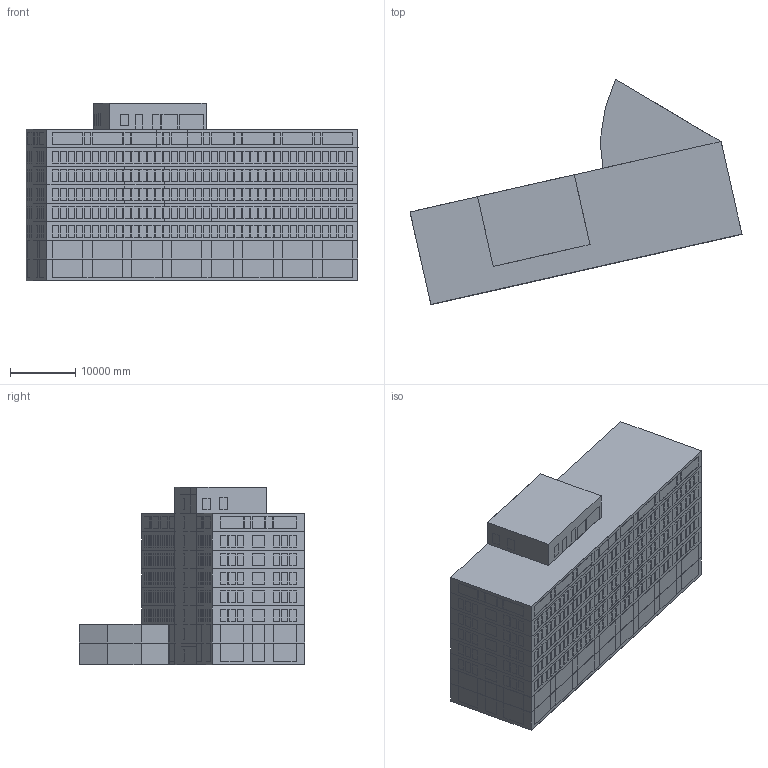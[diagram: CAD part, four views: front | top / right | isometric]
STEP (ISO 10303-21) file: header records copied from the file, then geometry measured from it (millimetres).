
FILE_DESCRIPTION(/* description */ (''),/* implementation_level */ '2;1');
FILE_NAME(/* name */ 'arch',/* time_stamp */ '2025-01-04T08:22:05+01:00',/* author */ (''),/* organization */ (''),/* preprocessor_version */ 'ST-DEVELOPER v16.5',/* originating_system */ '',/* authorisation */ '');
FILE_SCHEMA (('AUTOMOTIVE_DESIGN'));
Length unit declared in the file: metre
Products named in the file (1): Document
Bounding box: 51038.63 x 34659.46 x 27300 mm (x, y, z)
Surface area: 10259758478.1 mm2 (no closed solid volume)
Topology: 0 solids, 624 shells, 624 faces, 4647 edges, 4647 vertices
Faces by surface type: plane 591, bspline 33
Entity records: 44792 total; most frequent: CARTESIAN_POINT 14799, B_SPLINE_CURVE_WITH_KNOTS 4647, ORIENTED_EDGE 4646, EDGE_CURVE 4646, VERTEX_POINT 4646, EDGE_LOOP 1040, COLOUR_RGB 625, PRESENTATION_STYLE_ASSIGNMENT 625
